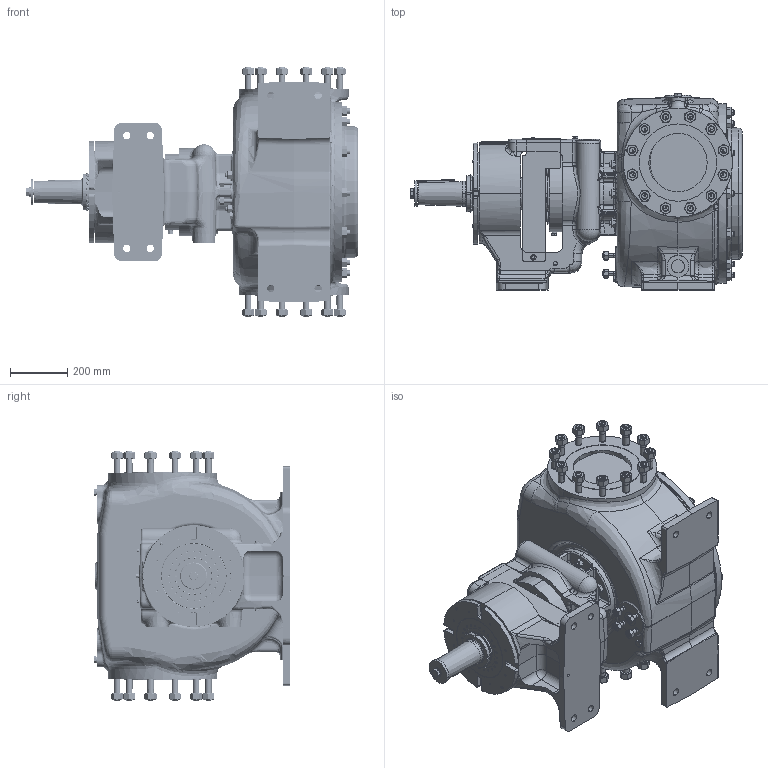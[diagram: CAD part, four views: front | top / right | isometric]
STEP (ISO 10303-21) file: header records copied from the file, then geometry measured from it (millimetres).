
FILE_DESCRIPTION (( 'STEP AP214' ), '1' );
FILE_NAME ('R4223AX.STEP', '2017-01-19T13:46:56', ( '' ), ( '' ), 'SwSTEP 2.0', 'SolidWorks 2016', '' );
FILE_SCHEMA (( 'AUTOMOTIVE_DESIGN' ));
Length unit declared in the file: inch
Products named in the file (2): R4223AX
Bounding box: 1159.22 x 684.88 x 870.2 mm (x, y, z)
Volume: 208885228.4 mm3; surface area: 4057257.6 mm2
Topology: 1 solids, 1 shells, 5547 faces, 13461 edges, 8279 vertices
Faces by surface type: plane 2273, cone 1183, bspline 1007, cylinder 976, torus 85, sphere 23
Entity records: 298852 total; most frequent: CARTESIAN_POINT 107390, ORIENTED_EDGE 26654, DIRECTION 21664, EDGE_CURVE 13327, VERTEX_POINT 8279, AXIS2_PLACEMENT_3D 7907, EDGE_LOOP 6120, LINE 5850
